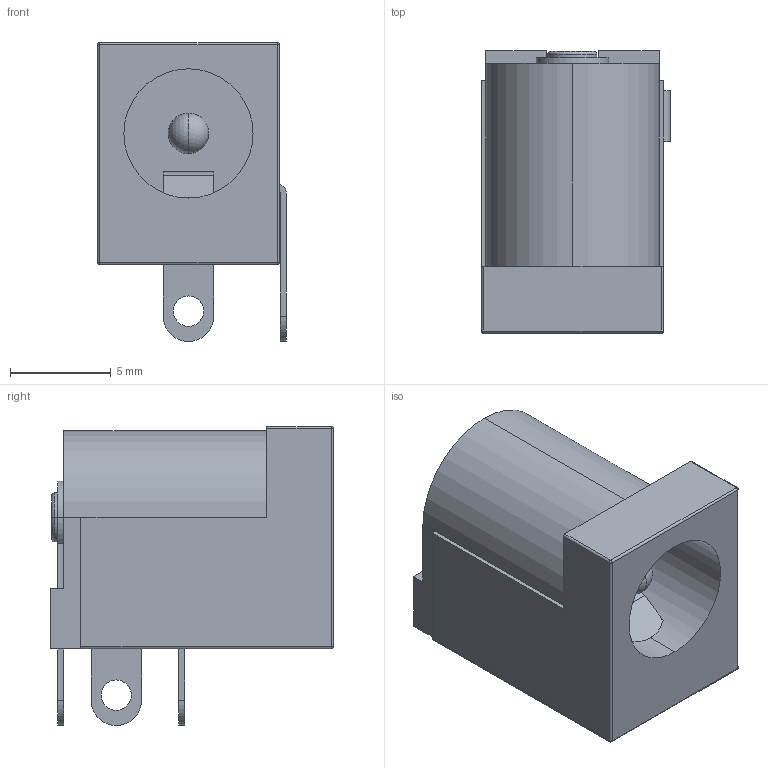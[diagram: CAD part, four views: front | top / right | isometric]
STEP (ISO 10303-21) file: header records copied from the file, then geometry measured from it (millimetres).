
FILE_DESCRIPTION (( 'STEP AP214' ), '1' );
FILE_NAME ('DC-IN-TH_DC-5520-1.step', '2022-06-21T13:48:12', ( '' ), ( '' ), 'SwSTEP 2.0', 'SolidWorks 2020', '' );
FILE_SCHEMA (( 'AUTOMOTIVE_DESIGN' ));
Length unit declared in the file: millimetre
Products named in the file (1): DC-IN-TH_DC-5520-1
Bounding box: 9.35 x 14 x 14.8 mm (x, y, z)
Volume: 909.6 mm3; surface area: 1142.6 mm2
Topology: 3 solids, 3 shells, 378 faces, 1018 edges, 669 vertices
Faces by surface type: plane 215, bspline 112, cylinder 41, sphere 6, torus 4
Entity records: 17148 total; most frequent: CARTESIAN_POINT 4202, ORIENTED_EDGE 2020, DIRECTION 1398, EDGE_CURVE 1010, VECTOR 680, LINE 680, VERTEX_POINT 667, EDGE_LOOP 415
